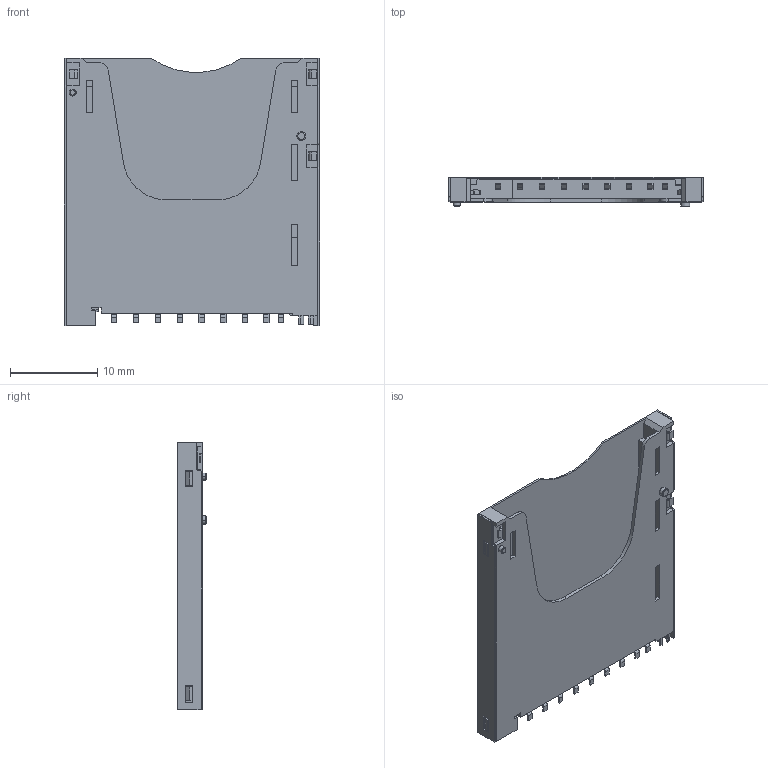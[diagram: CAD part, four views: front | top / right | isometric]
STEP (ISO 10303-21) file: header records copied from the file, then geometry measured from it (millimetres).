
FILE_DESCRIPTION((''),'2;1');
FILE_NAME('C-1775059-1','2013-01-29T',('workeradm'),('Tyco Electronics Ltd.'),'PRO/ENGINEER BY PARAMETRIC TECHNOLOGY CORPORATION, 2010430','PRO/ENGINEER BY PARAMETRIC TECHNOLOGY CORPORATION, 2010430','');
FILE_SCHEMA(('AUTOMOTIVE_DESIGN { 1 0 10303 214 1 1 1 1 }'));
Length unit declared in the file: millimetre
Products named in the file (1): C-1775059-1
Bounding box: 29.31 x 3.4 x 30.6 mm (x, y, z)
Volume: 850.7 mm3; surface area: 3244.3 mm2
Topology: 1 solids, 1 shells, 603 faces, 1727 edges, 1144 vertices
Faces by surface type: plane 421, cylinder 178, cone 4
Entity records: 19977 total; most frequent: CARTESIAN_POINT 3476, ORIENTED_EDGE 3454, DIRECTION 3298, EDGE_CURVE 1727, VECTOR 1362, LINE 1362, VERTEX_POINT 1144, AXIS2_PLACEMENT_3D 968
